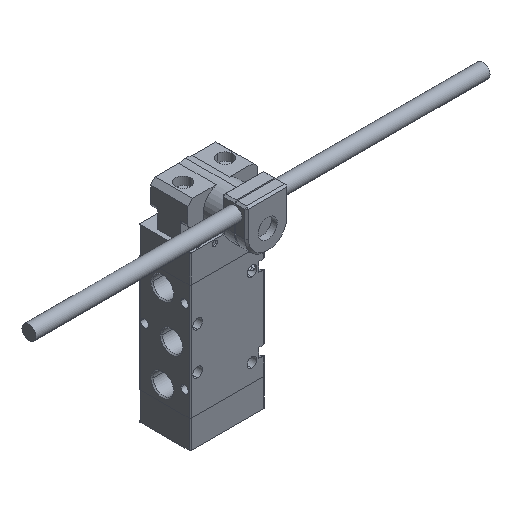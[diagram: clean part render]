
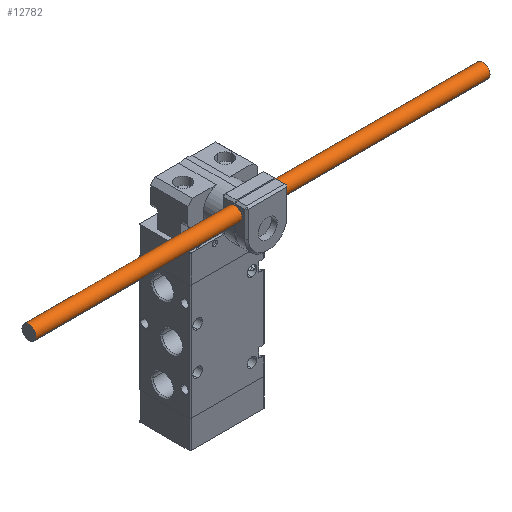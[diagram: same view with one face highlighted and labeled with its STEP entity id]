
A CAD part, isometric view. The second image highlights one B-rep face of the part: STEP entity #12782.
In plain terms, the highlighted cylindrical face has radius 3 mm (diameter 6 mm), a partial arc.
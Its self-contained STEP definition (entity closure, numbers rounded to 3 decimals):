
#274 = CIRCLE ( 'NONE', #12841, 3. ) ;
#355 = CARTESIAN_POINT ( 'NONE',  ( -82.5, -32.805, 14.927 ) ) ;
#483 = ORIENTED_EDGE ( 'NONE', *, *, #4262, .T. ) ;
#647 = ORIENTED_EDGE ( 'NONE', *, *, #12910, .T. ) ;
#671 = DIRECTION ( 'NONE',  ( 1., 0., 0. ) ) ;
#673 = CARTESIAN_POINT ( 'NONE',  ( 24., -30.25, 16.5 ) ) ;
#688 = CARTESIAN_POINT ( 'NONE',  ( 6., -30.5, 19.49 ) ) ;
#711 = CARTESIAN_POINT ( 'NONE',  ( -82.5, -27.695, 18.073 ) ) ;
#921 = DIRECTION ( 'NONE',  ( 0., 0., 1. ) ) ;
#1031 = CARTESIAN_POINT ( 'NONE',  ( 24., -30.25, 16.5 ) ) ;
#1075 = ORIENTED_EDGE ( 'NONE', *, *, #12102, .T. ) ;
#1079 = CARTESIAN_POINT ( 'NONE',  ( -82.5, -32.805, 14.927 ) ) ;
#1238 = CARTESIAN_POINT ( 'NONE',  ( -82.5, -30.25, 16.5 ) ) ;
#1255 = LINE ( 'NONE', #10718, #2406 ) ;
#1366 = DIRECTION ( 'NONE',  ( 1., 0., 0. ) ) ;
#1503 = VERTEX_POINT ( 'NONE', #11698 ) ;
#1576 = EDGE_CURVE ( 'NONE', #10657, #7225, #4332, .T. ) ;
#1801 = EDGE_LOOP ( 'NONE', ( #6877, #8801, #1075, #6488, #2087, #647, #7826, #11433, #1926, #9220, #483, #8206 ) ) ;
#1926 = ORIENTED_EDGE ( 'NONE', *, *, #12639, .F. ) ;
#2087 = ORIENTED_EDGE ( 'NONE', *, *, #2647, .T. ) ;
#2097 = LINE ( 'NONE', #13030, #6529 ) ;
#2388 = CIRCLE ( 'NONE', #10892, 3. ) ;
#2406 = VECTOR ( 'NONE', #5600, 1000. ) ;
#2647 = EDGE_CURVE ( 'NONE', #12449, #6720, #1255, .T. ) ;
#2680 = CARTESIAN_POINT ( 'NONE',  ( 6., -32.805, 14.927 ) ) ;
#2853 = CARTESIAN_POINT ( 'NONE',  ( -82.5, -32.805, 14.927 ) ) ;
#2968 = DIRECTION ( 'NONE',  ( 1., 0., 0. ) ) ;
#2975 = VERTEX_POINT ( 'NONE', #1079 ) ;
#2981 = VERTEX_POINT ( 'NONE', #12285 ) ;
#3000 = CARTESIAN_POINT ( 'NONE',  ( 112.5, -30.25, 16.5 ) ) ;
#3122 = DIRECTION ( 'NONE',  ( 1., 0., 0. ) ) ;
#3663 = CIRCLE ( 'NONE', #12187, 3. ) ;
#3891 = DIRECTION ( 'NONE',  ( 1., 0., 0. ) ) ;
#3913 = VECTOR ( 'NONE', #4810, 1000. ) ;
#4007 = AXIS2_PLACEMENT_3D ( 'NONE', #673, #3891, #12893 ) ;
#4262 = EDGE_CURVE ( 'NONE', #9813, #9750, #6586, .T. ) ;
#4307 = VECTOR ( 'NONE', #1366, 1000. ) ;
#4332 = LINE ( 'NONE', #711, #8861 ) ;
#4463 = EDGE_CURVE ( 'NONE', #10657, #2975, #8454, .T. ) ;
#4810 = DIRECTION ( 'NONE',  ( -1., 0., 0. ) ) ;
#5300 = EDGE_CURVE ( 'NONE', #9750, #7225, #274, .T. ) ;
#5354 = VERTEX_POINT ( 'NONE', #10974 ) ;
#5438 = VERTEX_POINT ( 'NONE', #7242 ) ;
#5513 = CARTESIAN_POINT ( 'NONE',  ( 6., -30., 19.49 ) ) ;
#5600 = DIRECTION ( 'NONE',  ( 1., 0., 0. ) ) ;
#6051 = DIRECTION ( 'NONE',  ( -1., 0., 0. ) ) ;
#6234 = AXIS2_PLACEMENT_3D ( 'NONE', #8579, #10565, #10609 ) ;
#6409 = EDGE_CURVE ( 'NONE', #2981, #1503, #12402, .T. ) ;
#6488 = ORIENTED_EDGE ( 'NONE', *, *, #11868, .F. ) ;
#6529 = VECTOR ( 'NONE', #2968, 1000. ) ;
#6586 = LINE ( 'NONE', #9766, #3913 ) ;
#6667 = DIRECTION ( 'NONE',  ( 0., -0.852, -0.524 ) ) ;
#6720 = VERTEX_POINT ( 'NONE', #12067 ) ;
#6877 = ORIENTED_EDGE ( 'NONE', *, *, #1576, .F. ) ;
#6916 = AXIS2_PLACEMENT_3D ( 'NONE', #1031, #6986, #12991 ) ;
#6986 = DIRECTION ( 'NONE',  ( -1., 0., 0. ) ) ;
#7225 = VERTEX_POINT ( 'NONE', #7697 ) ;
#7242 = CARTESIAN_POINT ( 'NONE',  ( 24., -27.695, 18.073 ) ) ;
#7465 = FACE_OUTER_BOUND ( 'NONE', #1801, .T. ) ;
#7697 = CARTESIAN_POINT ( 'NONE',  ( 6., -27.695, 18.073 ) ) ;
#7779 = CYLINDRICAL_SURFACE ( 'NONE', #10516, 3. ) ;
#7826 = ORIENTED_EDGE ( 'NONE', *, *, #6409, .T. ) ;
#7918 = CARTESIAN_POINT ( 'NONE',  ( 6., -30.25, 16.5 ) ) ;
#8069 = DIRECTION ( 'NONE',  ( 0., -0.852, -0.524 ) ) ;
#8085 = DIRECTION ( 'NONE',  ( 0., 0., -1. ) ) ;
#8206 = ORIENTED_EDGE ( 'NONE', *, *, #5300, .T. ) ;
#8454 = CIRCLE ( 'NONE', #6234, 3. ) ;
#8579 = CARTESIAN_POINT ( 'NONE',  ( -82.5, -30.25, 16.5 ) ) ;
#8801 = ORIENTED_EDGE ( 'NONE', *, *, #4463, .T. ) ;
#8861 = VECTOR ( 'NONE', #671, 1000. ) ;
#9116 = EDGE_CURVE ( 'NONE', #9813, #5438, #9305, .T. ) ;
#9220 = ORIENTED_EDGE ( 'NONE', *, *, #9116, .F. ) ;
#9305 = CIRCLE ( 'NONE', #6916, 3. ) ;
#9447 = EDGE_CURVE ( 'NONE', #5354, #1503, #2388, .T. ) ;
#9750 = VERTEX_POINT ( 'NONE', #5513 ) ;
#9766 = CARTESIAN_POINT ( 'NONE',  ( 24., -30., 19.49 ) ) ;
#9813 = VERTEX_POINT ( 'NONE', #12169 ) ;
#10107 = DIRECTION ( 'NONE',  ( 1., 0., 0. ) ) ;
#10389 = LINE ( 'NONE', #355, #4307 ) ;
#10516 = AXIS2_PLACEMENT_3D ( 'NONE', #1238, #10107, #6667 ) ;
#10565 = DIRECTION ( 'NONE',  ( 1., 0., 0. ) ) ;
#10609 = DIRECTION ( 'NONE',  ( 0., -0.852, -0.524 ) ) ;
#10657 = VERTEX_POINT ( 'NONE', #11781 ) ;
#10718 = CARTESIAN_POINT ( 'NONE',  ( 6., -30.5, 19.49 ) ) ;
#10892 = AXIS2_PLACEMENT_3D ( 'NONE', #3000, #3122, #8069 ) ;
#10974 = CARTESIAN_POINT ( 'NONE',  ( 112.5, -27.695, 18.073 ) ) ;
#11433 = ORIENTED_EDGE ( 'NONE', *, *, #9447, .F. ) ;
#11470 = CIRCLE ( 'NONE', #4007, 3. ) ;
#11698 = CARTESIAN_POINT ( 'NONE',  ( 112.5, -32.805, 14.927 ) ) ;
#11781 = CARTESIAN_POINT ( 'NONE',  ( -82.5, -27.695, 18.073 ) ) ;
#11868 = EDGE_CURVE ( 'NONE', #12449, #12185, #3663, .T. ) ;
#11903 = CARTESIAN_POINT ( 'NONE',  ( 6., -30.25, 16.5 ) ) ;
#12067 = CARTESIAN_POINT ( 'NONE',  ( 24., -30.5, 19.49 ) ) ;
#12102 = EDGE_CURVE ( 'NONE', #2975, #12185, #10389, .T. ) ;
#12169 = CARTESIAN_POINT ( 'NONE',  ( 24., -30., 19.49 ) ) ;
#12185 = VERTEX_POINT ( 'NONE', #2680 ) ;
#12187 = AXIS2_PLACEMENT_3D ( 'NONE', #7918, #12880, #8085 ) ;
#12285 = CARTESIAN_POINT ( 'NONE',  ( 24., -32.805, 14.927 ) ) ;
#12402 = LINE ( 'NONE', #2853, #12900 ) ;
#12449 = VERTEX_POINT ( 'NONE', #688 ) ;
#12639 = EDGE_CURVE ( 'NONE', #5438, #5354, #2097, .T. ) ;
#12782 = ADVANCED_FACE ( 'NONE', ( #7465 ), #7779, .T. ) ;
#12840 = DIRECTION ( 'NONE',  ( 1., 0., 0. ) ) ;
#12841 = AXIS2_PLACEMENT_3D ( 'NONE', #11903, #6051, #921 ) ;
#12880 = DIRECTION ( 'NONE',  ( 1., 0., 0. ) ) ;
#12893 = DIRECTION ( 'NONE',  ( 0., 0., -1. ) ) ;
#12900 = VECTOR ( 'NONE', #12840, 1000. ) ;
#12910 = EDGE_CURVE ( 'NONE', #6720, #2981, #11470, .T. ) ;
#12991 = DIRECTION ( 'NONE',  ( 0., 0., 1. ) ) ;
#13030 = CARTESIAN_POINT ( 'NONE',  ( -82.5, -27.695, 18.073 ) ) ;
